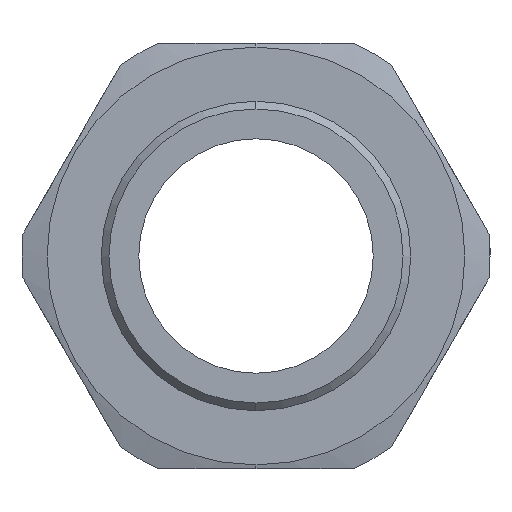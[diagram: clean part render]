
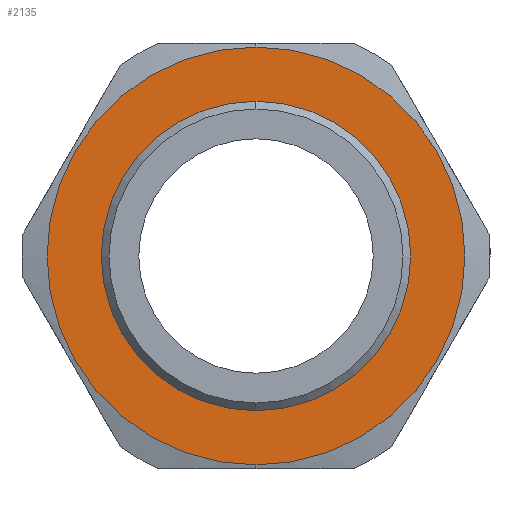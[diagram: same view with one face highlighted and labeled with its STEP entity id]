
A CAD part, left-side view. The second image highlights one B-rep face of the part: STEP entity #2135.
In plain terms, the highlighted planar face has unit normal (-1, 0, 0).
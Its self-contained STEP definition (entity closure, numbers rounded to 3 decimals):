
#22 = EDGE_CURVE ( 'NONE', #2985, #3384, #3163, .T. ) ;
#158 = EDGE_LOOP ( 'NONE', ( #3336, #574 ) ) ;
#235 = CARTESIAN_POINT ( 'NONE',  ( 15., 0., -20. ) ) ;
#574 = ORIENTED_EDGE ( 'NONE', *, *, #1920, .T. ) ;
#600 = DIRECTION ( 'NONE',  ( 1., 0., 0. ) ) ;
#613 = DIRECTION ( 'NONE',  ( -1., 0., 0. ) ) ;
#651 = CARTESIAN_POINT ( 'NONE',  ( 15., 0., 27. ) ) ;
#692 = DIRECTION ( 'NONE',  ( 0., 0., 1. ) ) ;
#710 = VERTEX_POINT ( 'NONE', #235 ) ;
#803 = DIRECTION ( 'NONE',  ( -1., 0., 0. ) ) ;
#933 = EDGE_CURVE ( 'NONE', #710, #3286, #2824, .T. ) ;
#934 = CARTESIAN_POINT ( 'NONE',  ( 15., 0., 0. ) ) ;
#1059 = DIRECTION ( 'NONE',  ( 0., 0., 1. ) ) ;
#1224 = AXIS2_PLACEMENT_3D ( 'NONE', #2486, #613, #3264 ) ;
#1351 = CIRCLE ( 'NONE', #1518, 20. ) ;
#1424 = AXIS2_PLACEMENT_3D ( 'NONE', #2200, #600, #2747 ) ;
#1518 = AXIS2_PLACEMENT_3D ( 'NONE', #1522, #2355, #3404 ) ;
#1522 = CARTESIAN_POINT ( 'NONE',  ( 15., 0., 0. ) ) ;
#1697 = EDGE_LOOP ( 'NONE', ( #2342, #2060 ) ) ;
#1716 = AXIS2_PLACEMENT_3D ( 'NONE', #934, #2303, #692 ) ;
#1847 = CARTESIAN_POINT ( 'NONE',  ( 15., 0., -27. ) ) ;
#1920 = EDGE_CURVE ( 'NONE', #3384, #2985, #2676, .T. ) ;
#2060 = ORIENTED_EDGE ( 'NONE', *, *, #2761, .F. ) ;
#2135 = ADVANCED_FACE ( 'NONE', ( #2207, #2459 ), #2988, .F. ) ;
#2200 = CARTESIAN_POINT ( 'NONE',  ( 15., 20., 0. ) ) ;
#2207 = FACE_BOUND ( 'NONE', #1697, .T. ) ;
#2303 = DIRECTION ( 'NONE',  ( -1., 0., 0. ) ) ;
#2342 = ORIENTED_EDGE ( 'NONE', *, *, #933, .F. ) ;
#2355 = DIRECTION ( 'NONE',  ( -1., 0., 0. ) ) ;
#2459 = FACE_OUTER_BOUND ( 'NONE', #158, .T. ) ;
#2486 = CARTESIAN_POINT ( 'NONE',  ( 15., 0., 0. ) ) ;
#2676 = CIRCLE ( 'NONE', #1716, 27. ) ;
#2724 = CARTESIAN_POINT ( 'NONE',  ( 15., 0., 20. ) ) ;
#2747 = DIRECTION ( 'NONE',  ( 0., 0., -1. ) ) ;
#2761 = EDGE_CURVE ( 'NONE', #3286, #710, #1351, .T. ) ;
#2824 = CIRCLE ( 'NONE', #2858, 20. ) ;
#2858 = AXIS2_PLACEMENT_3D ( 'NONE', #3186, #803, #1059 ) ;
#2985 = VERTEX_POINT ( 'NONE', #1847 ) ;
#2988 = PLANE ( 'NONE',  #1424 ) ;
#3163 = CIRCLE ( 'NONE', #1224, 27. ) ;
#3186 = CARTESIAN_POINT ( 'NONE',  ( 15., 0., 0. ) ) ;
#3264 = DIRECTION ( 'NONE',  ( 0., 0., 1. ) ) ;
#3286 = VERTEX_POINT ( 'NONE', #2724 ) ;
#3336 = ORIENTED_EDGE ( 'NONE', *, *, #22, .T. ) ;
#3384 = VERTEX_POINT ( 'NONE', #651 ) ;
#3404 = DIRECTION ( 'NONE',  ( 0., 0., 1. ) ) ;
